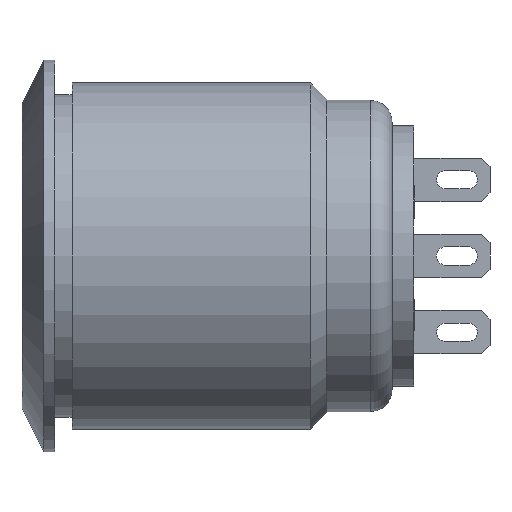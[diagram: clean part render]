
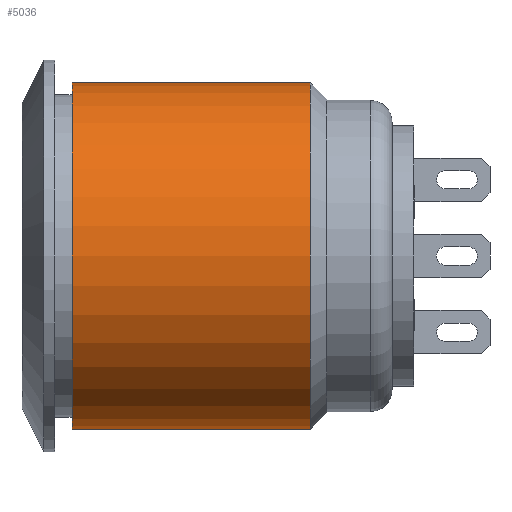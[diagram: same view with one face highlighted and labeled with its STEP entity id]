
A CAD part, front view. The second image highlights one B-rep face of the part: STEP entity #5036.
In plain terms, the highlighted cylindrical face has radius 7.95 mm (diameter 15.9 mm), a full revolution.
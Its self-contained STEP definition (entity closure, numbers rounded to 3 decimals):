
#4982=CARTESIAN_POINT('',(0.8,0.,-7.95));
#4983=VERTEX_POINT('',#4982);
#4984=CARTESIAN_POINT('',(0.8,0.0,0.0));
#4985=DIRECTION('',(1.0,0.0,0.0));
#4986=DIRECTION('',(0.0,-1.0,0.0));
#4987=AXIS2_PLACEMENT_3D('',#4984,#4985,#4986);
#4988=CIRCLE('',#4987,7.95);
#4989=EDGE_CURVE('',#4983,#4983,#4988,.T.);
#5017=CARTESIAN_POINT('',(0.0,0.0,0.0));
#5018=DIRECTION('',(1.0,0.0,0.0));
#5019=DIRECTION('',(0.0,-1.0,0.0));
#5020=AXIS2_PLACEMENT_3D('',#5017,#5018,#5019);
#5021=CYLINDRICAL_SURFACE('',#5020,7.95);
#5022=ORIENTED_EDGE('',*,*,#4989,.T.);
#5023=EDGE_LOOP('',(#5022));
#5024=FACE_OUTER_BOUND('',#5023,.T.);
#5025=CARTESIAN_POINT('',(11.75,7.95,0.));
#5026=VERTEX_POINT('',#5025);
#5027=CARTESIAN_POINT('',(11.75,0.0,0.0));
#5028=DIRECTION('',(1.0,0.0,0.0));
#5029=DIRECTION('',(0.0,-1.0,0.0));
#5030=AXIS2_PLACEMENT_3D('',#5027,#5028,#5029);
#5031=CIRCLE('',#5030,7.95);
#5032=EDGE_CURVE('',#5026,#5026,#5031,.T.);
#5033=ORIENTED_EDGE('',*,*,#5032,.F.);
#5034=EDGE_LOOP('',(#5033));
#5035=FACE_BOUND('',#5034,.T.);
#5036=ADVANCED_FACE('',(#5024,#5035),#5021,.T.);
